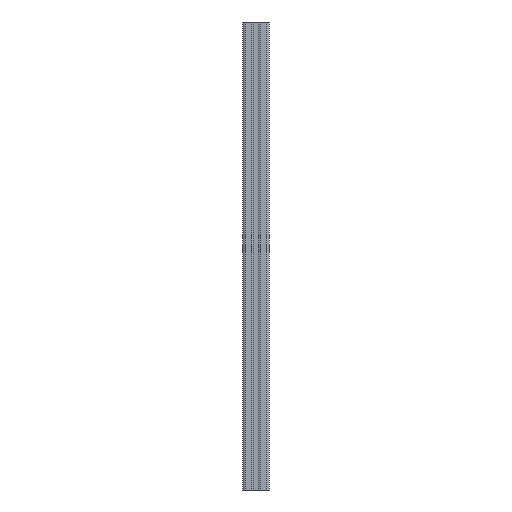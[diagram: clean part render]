
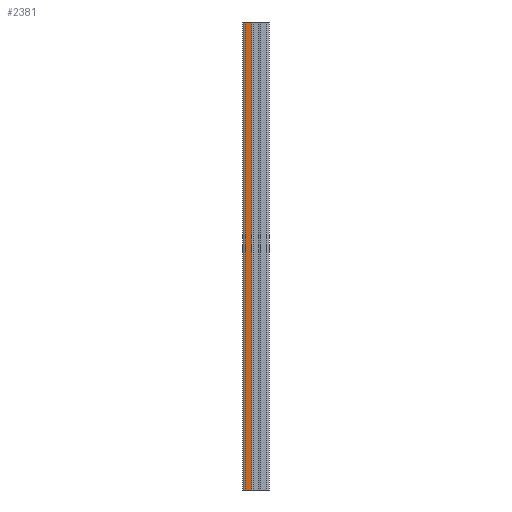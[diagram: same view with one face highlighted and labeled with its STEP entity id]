
A CAD part, front view. The second image highlights one B-rep face of the part: STEP entity #2381.
In plain terms, the highlighted planar face has unit normal (0, -1, 0).
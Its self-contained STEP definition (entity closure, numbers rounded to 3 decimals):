
#132=DIRECTION('',(-1.,0.,0.));
#133=VECTOR('',#132,4.8);
#134=CARTESIAN_POINT('',(-3.2,-10.,-65.));
#135=LINE('',#134,#133);
#974=DIRECTION('',(-1.,0.,0.));
#975=VECTOR('',#974,4.8);
#976=CARTESIAN_POINT('',(-3.2,-10.,290.));
#977=LINE('',#976,#975);
#981=DIRECTION('',(0.,0.,-1.));
#982=VECTOR('',#981,355.);
#983=CARTESIAN_POINT('',(-3.2,-10.,290.));
#984=LINE('',#983,#982);
#1716=DIRECTION('',(0.,0.,1.));
#1717=VECTOR('',#1716,355.);
#1718=CARTESIAN_POINT('',(-8.,-10.,-65.));
#1719=LINE('',#1718,#1717);
#1731=CARTESIAN_POINT('',(-8.,-10.,290.));
#1733=VERTEX_POINT('',#1731);
#1736=CARTESIAN_POINT('',(-3.2,-10.,290.));
#1737=VERTEX_POINT('',#1736);
#1878=CARTESIAN_POINT('',(-3.2,-10.,-65.));
#1879=CARTESIAN_POINT('',(-8.,-10.,-65.));
#1880=VERTEX_POINT('',#1878);
#1881=VERTEX_POINT('',#1879);
#2368=CARTESIAN_POINT('',(-8.,-10.,0.));
#2369=DIRECTION('',(0.,-1.,0.));
#2370=DIRECTION('',(1.,0.,0.));
#2371=AXIS2_PLACEMENT_3D('',#2368,#2369,#2370);
#2372=PLANE('',#2371);
#2374=ORIENTED_EDGE('',*,*,#2373,.T.);
#2375=ORIENTED_EDGE('',*,*,#2047,.T.);
#2377=ORIENTED_EDGE('',*,*,#2376,.T.);
#2378=ORIENTED_EDGE('',*,*,#2217,.F.);
#2379=EDGE_LOOP('',(#2374,#2375,#2377,#2378));
#2380=FACE_OUTER_BOUND('',#2379,.F.);
#2047=EDGE_CURVE('',#1880,#1881,#135,.T.);
#2217=EDGE_CURVE('',#1737,#1733,#977,.T.);
#2373=EDGE_CURVE('',#1737,#1880,#984,.T.);
#2376=EDGE_CURVE('',#1881,#1733,#1719,.T.);
#2381=ADVANCED_FACE('',(#2380),#2372,.T.);
